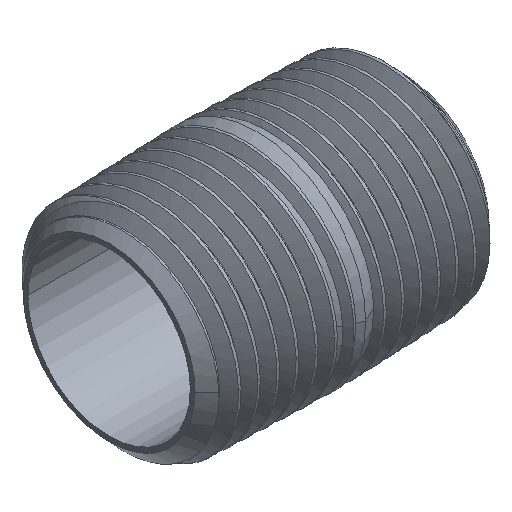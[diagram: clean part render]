
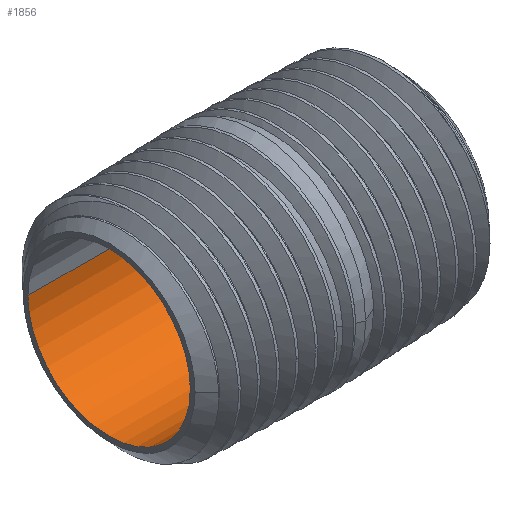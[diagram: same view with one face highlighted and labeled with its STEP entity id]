
A CAD part, isometric view. The second image highlights one B-rep face of the part: STEP entity #1856.
In plain terms, the highlighted cylindrical face has radius 7.899 mm (diameter 15.799 mm), a partial arc.
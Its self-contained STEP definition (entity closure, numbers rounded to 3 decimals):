
#32=CYLINDRICAL_SURFACE('',#1918,7.899);
#50=FACE_OUTER_BOUND('',#102,.T.);
#102=EDGE_LOOP('',(#1299,#1300,#1301,#1302));
#147=CIRCLE('',#1919,7.899);
#148=CIRCLE('',#1920,7.899);
#183=LINE('',#6441,#223);
#184=LINE('',#6444,#224);
#223=VECTOR('',#2037,1000.);
#224=VECTOR('',#2040,1000.);
#653=VERTEX_POINT('',#6437);
#654=VERTEX_POINT('',#6438);
#655=VERTEX_POINT('',#6440);
#656=VERTEX_POINT('',#6442);
#951=EDGE_CURVE('',#653,#654,#147,.T.);
#952=EDGE_CURVE('',#654,#655,#183,.T.);
#953=EDGE_CURVE('',#655,#656,#148,.T.);
#954=EDGE_CURVE('',#653,#656,#184,.T.);
#1299=ORIENTED_EDGE('',*,*,#951,.T.);
#1300=ORIENTED_EDGE('',*,*,#952,.T.);
#1301=ORIENTED_EDGE('',*,*,#953,.T.);
#1302=ORIENTED_EDGE('',*,*,#954,.F.);
#1856=ADVANCED_FACE('',(#50),#32,.F.);
#1918=AXIS2_PLACEMENT_3D('',#6436,#2033,#2034);
#1919=AXIS2_PLACEMENT_3D('',#6439,#2035,#2036);
#1920=AXIS2_PLACEMENT_3D('',#6443,#2038,#2039);
#2033=DIRECTION('center_axis',(1.,0.,0.));
#2034=DIRECTION('ref_axis',(0.,0.,-1.));
#2035=DIRECTION('center_axis',(-1.,0.,0.));
#2036=DIRECTION('ref_axis',(0.,0.,1.));
#2037=DIRECTION('',(1.,0.,0.));
#2038=DIRECTION('center_axis',(1.,0.,0.));
#2039=DIRECTION('ref_axis',(0.,0.,-1.));
#2040=DIRECTION('',(1.,0.,0.));
#6436=CARTESIAN_POINT('Origin',(-14.326,0.,0.));
#6437=CARTESIAN_POINT('',(-14.288,0.,-7.899));
#6438=CARTESIAN_POINT('',(-14.287,0.,7.899));
#6439=CARTESIAN_POINT('Origin',(-14.288,0.,0.));
#6440=CARTESIAN_POINT('',(14.288,0.,7.899));
#6441=CARTESIAN_POINT('',(-14.326,0.,7.899));
#6442=CARTESIAN_POINT('',(14.288,0.,-7.899));
#6443=CARTESIAN_POINT('Origin',(14.288,0.,0.));
#6444=CARTESIAN_POINT('',(-14.326,0.,-7.899));
